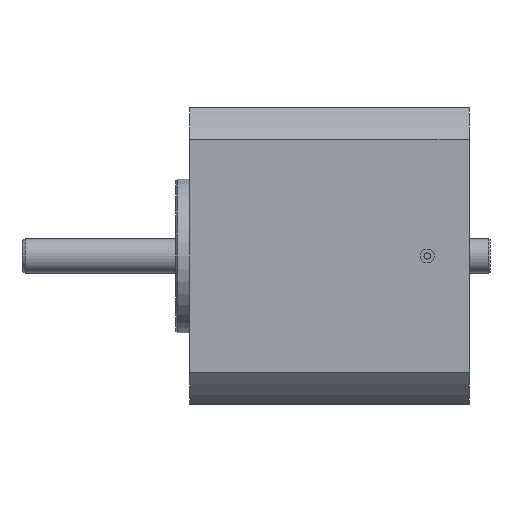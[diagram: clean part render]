
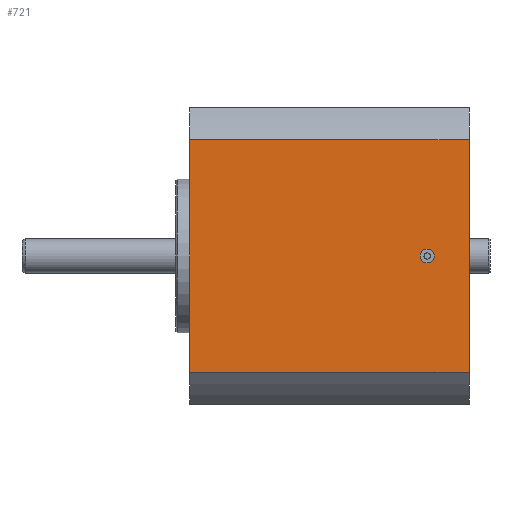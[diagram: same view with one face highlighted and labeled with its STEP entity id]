
A CAD part, front view. The second image highlights one B-rep face of the part: STEP entity #721.
In plain terms, the highlighted planar face has unit normal (0, -1, 0).
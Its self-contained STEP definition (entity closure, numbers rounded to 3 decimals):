
#53 = ORIENTED_EDGE ( 'NONE', *, *, #727, .T. ) ;
#70 = DIRECTION ( 'NONE',  ( -1., 0., 0. ) ) ;
#208 = EDGE_CURVE ( 'NONE', #1281, #1789, #1641, .T. ) ;
#258 = LINE ( 'NONE', #1214, #2114 ) ;
#273 = DIRECTION ( 'NONE',  ( 0., 0., 1. ) ) ;
#280 = ORIENTED_EDGE ( 'NONE', *, *, #1354, .T. ) ;
#287 = AXIS2_PLACEMENT_3D ( 'NONE', #1988, #1264, #517 ) ;
#300 = CARTESIAN_POINT ( 'NONE',  ( 0., -21.25, -16.656 ) ) ;
#397 = CARTESIAN_POINT ( 'NONE',  ( 40., -21.25, -16.656 ) ) ;
#482 = EDGE_CURVE ( 'NONE', #1619, #1961, #1787, .T. ) ;
#517 = DIRECTION ( 'NONE',  ( 0., 0., 1. ) ) ;
#547 = VERTEX_POINT ( 'NONE', #1702 ) ;
#559 = CARTESIAN_POINT ( 'NONE',  ( 34., -21.25, -1. ) ) ;
#694 = PLANE ( 'NONE',  #2128 ) ;
#720 = DIRECTION ( 'NONE',  ( 0., 0., -1. ) ) ;
#721 = ADVANCED_FACE ( 'NONE', ( #735, #1368 ), #694, .F. ) ;
#727 = EDGE_CURVE ( 'NONE', #547, #1789, #999, .T. ) ;
#735 = FACE_OUTER_BOUND ( 'NONE', #1363, .T. ) ;
#880 = DIRECTION ( 'NONE',  ( 0., 1., 0. ) ) ;
#888 = VECTOR ( 'NONE', #1793, 1000. ) ;
#906 = ORIENTED_EDGE ( 'NONE', *, *, #482, .F. ) ;
#999 = LINE ( 'NONE', #1775, #1889 ) ;
#1097 = ORIENTED_EDGE ( 'NONE', *, *, #1924, .F. ) ;
#1186 = LINE ( 'NONE', #1260, #888 ) ;
#1214 = CARTESIAN_POINT ( 'NONE',  ( 40., -21.25, 16.656 ) ) ;
#1237 = DIRECTION ( 'NONE',  ( 0., 0., 1. ) ) ;
#1260 = CARTESIAN_POINT ( 'NONE',  ( 40., -21.25, 16.656 ) ) ;
#1264 = DIRECTION ( 'NONE',  ( 0., -1., 0. ) ) ;
#1281 = VERTEX_POINT ( 'NONE', #1385 ) ;
#1303 = AXIS2_PLACEMENT_3D ( 'NONE', #1638, #1838, #273 ) ;
#1308 = VECTOR ( 'NONE', #70, 1000. ) ;
#1333 = ORIENTED_EDGE ( 'NONE', *, *, #1965, .F. ) ;
#1351 = CARTESIAN_POINT ( 'NONE',  ( 40., -21.25, 16.656 ) ) ;
#1354 = EDGE_CURVE ( 'NONE', #1873, #547, #258, .T. ) ;
#1363 = EDGE_LOOP ( 'NONE', ( #53, #1593, #1333, #280 ) ) ;
#1368 = FACE_BOUND ( 'NONE', #1381, .T. ) ;
#1381 = EDGE_LOOP ( 'NONE', ( #906, #1097 ) ) ;
#1385 = CARTESIAN_POINT ( 'NONE',  ( 40., -21.25, -16.656 ) ) ;
#1593 = ORIENTED_EDGE ( 'NONE', *, *, #208, .F. ) ;
#1619 = VERTEX_POINT ( 'NONE', #2006 ) ;
#1638 = CARTESIAN_POINT ( 'NONE',  ( 34., -21.25, 0. ) ) ;
#1641 = LINE ( 'NONE', #397, #1308 ) ;
#1702 = CARTESIAN_POINT ( 'NONE',  ( 0., -21.25, 16.656 ) ) ;
#1775 = CARTESIAN_POINT ( 'NONE',  ( 0., -21.25, 16.656 ) ) ;
#1787 = CIRCLE ( 'NONE', #1303, 1. ) ;
#1789 = VERTEX_POINT ( 'NONE', #300 ) ;
#1793 = DIRECTION ( 'NONE',  ( 0., 0., -1. ) ) ;
#1828 = CIRCLE ( 'NONE', #287, 1. ) ;
#1838 = DIRECTION ( 'NONE',  ( 0., -1., 0. ) ) ;
#1873 = VERTEX_POINT ( 'NONE', #1351 ) ;
#1889 = VECTOR ( 'NONE', #720, 1000. ) ;
#1924 = EDGE_CURVE ( 'NONE', #1961, #1619, #1828, .T. ) ;
#1961 = VERTEX_POINT ( 'NONE', #559 ) ;
#1965 = EDGE_CURVE ( 'NONE', #1873, #1281, #1186, .T. ) ;
#1988 = CARTESIAN_POINT ( 'NONE',  ( 34., -21.25, 0. ) ) ;
#2006 = CARTESIAN_POINT ( 'NONE',  ( 34., -21.25, 1. ) ) ;
#2106 = DIRECTION ( 'NONE',  ( -1., 0., 0. ) ) ;
#2111 = CARTESIAN_POINT ( 'NONE',  ( 40., -21.25, 16.656 ) ) ;
#2114 = VECTOR ( 'NONE', #2106, 1000. ) ;
#2128 = AXIS2_PLACEMENT_3D ( 'NONE', #2111, #880, #1237 ) ;
